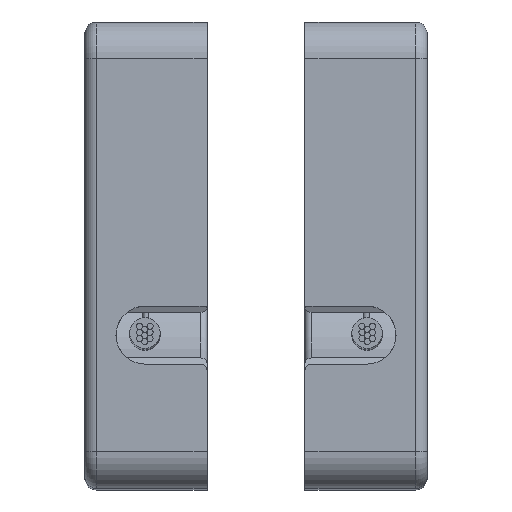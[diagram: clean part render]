
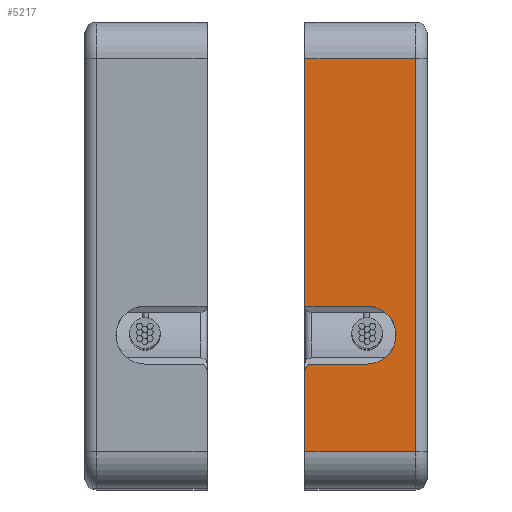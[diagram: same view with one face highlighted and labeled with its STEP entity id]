
A CAD part, top view. The second image highlights one B-rep face of the part: STEP entity #5217.
In plain terms, the highlighted face is planar.
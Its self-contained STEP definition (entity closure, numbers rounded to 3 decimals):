
#221=DIRECTION('',(0.,0.,-1.));
#222=VECTOR('',#221,16.05);
#223=CARTESIAN_POINT('',(19.05,0.5,8.025));
#224=LINE('',#223,#222);
#225=DIRECTION('',(0.,-1.,0.));
#226=VECTOR('',#225,4.5);
#227=CARTESIAN_POINT('',(19.05,5.,8.025));
#228=LINE('',#227,#226);
#229=CARTESIAN_POINT('',(19.05,4.75,4.695));
#230=DIRECTION('',(-1.,0.,0.));
#231=DIRECTION('',(0.,1.,0.));
#232=AXIS2_PLACEMENT_3D('',#229,#230,#231);
#234=DIRECTION('',(0.,-1.,0.));
#235=VECTOR('',#234,2.29);
#236=CARTESIAN_POINT('',(19.05,4.75,4.445));
#237=LINE('',#236,#235);
#238=CARTESIAN_POINT('',(19.05,2.46,3.265));
#239=DIRECTION('',(-1.,0.,0.));
#240=DIRECTION('',(0.,0.,-1.));
#241=AXIS2_PLACEMENT_3D('',#238,#239,#240);
#243=DIRECTION('',(0.,-1.,0.));
#244=VECTOR('',#243,2.54);
#245=CARTESIAN_POINT('',(19.05,5.,2.085));
#246=LINE('',#245,#244);
#247=DIRECTION('',(0.,-1.,0.));
#248=VECTOR('',#247,4.5);
#249=CARTESIAN_POINT('',(19.05,5.,-8.025));
#250=LINE('',#249,#248);
#485=DIRECTION('',(0.,0.,1.));
#486=VECTOR('',#485,3.33);
#487=CARTESIAN_POINT('',(19.05,5.,4.695));
#488=LINE('',#487,#486);
#521=DIRECTION('',(0.,0.,1.));
#522=VECTOR('',#521,10.11);
#523=CARTESIAN_POINT('',(19.05,5.,-8.025));
#524=LINE('',#523,#522);
#3957=CARTESIAN_POINT('',(19.05,5.,2.085));
#3958=CARTESIAN_POINT('',(19.05,2.46,2.085));
#3959=VERTEX_POINT('',#3957);
#3960=VERTEX_POINT('',#3958);
#3961=CARTESIAN_POINT('',(19.05,2.46,4.445));
#3962=VERTEX_POINT('',#3961);
#3963=CARTESIAN_POINT('',(19.05,5.,8.025));
#3965=VERTEX_POINT('',#3963);
#3972=CARTESIAN_POINT('',(19.05,5.,-8.025));
#3974=VERTEX_POINT('',#3972);
#4039=CARTESIAN_POINT('',(19.05,5.,4.695));
#4040=CARTESIAN_POINT('',(19.05,4.75,4.445));
#4041=VERTEX_POINT('',#4039);
#4042=VERTEX_POINT('',#4040);
#4087=CARTESIAN_POINT('',(19.05,0.5,8.025));
#4088=VERTEX_POINT('',#4087);
#4091=CARTESIAN_POINT('',(19.05,0.5,-8.025));
#4092=VERTEX_POINT('',#4091);
#5194=CARTESIAN_POINT('',(19.05,0.,-9.525));
#5195=DIRECTION('',(-1.,0.,0.));
#5196=DIRECTION('',(0.,0.,1.));
#5197=AXIS2_PLACEMENT_3D('',#5194,#5195,#5196);
#5198=PLANE('',#5197);
#5199=ORIENTED_EDGE('',*,*,#5022,.F.);
#5201=ORIENTED_EDGE('',*,*,#5200,.F.);
#5203=ORIENTED_EDGE('',*,*,#5202,.F.);
#5205=ORIENTED_EDGE('',*,*,#5204,.T.);
#5207=ORIENTED_EDGE('',*,*,#5206,.T.);
#5209=ORIENTED_EDGE('',*,*,#5208,.F.);
#5211=ORIENTED_EDGE('',*,*,#5210,.F.);
#5213=ORIENTED_EDGE('',*,*,#5212,.F.);
#5214=ORIENTED_EDGE('',*,*,#5186,.T.);
#5215=EDGE_LOOP('',(#5199,#5201,#5203,#5205,#5207,#5209,#5211,#5213,#5214));
#5216=FACE_OUTER_BOUND('',#5215,.F.);
#5217=ADVANCED_FACE('',(#5216),#5198,.F.);
#233=CIRCLE('',#232,0.25);
#242=CIRCLE('',#241,1.18);
#5022=EDGE_CURVE('',#4088,#4092,#224,.T.);
#5186=EDGE_CURVE('',#3974,#4092,#250,.T.);
#5200=EDGE_CURVE('',#3965,#4088,#228,.T.);
#5202=EDGE_CURVE('',#4041,#3965,#488,.T.);
#5204=EDGE_CURVE('',#4041,#4042,#233,.T.);
#5206=EDGE_CURVE('',#4042,#3962,#237,.T.);
#5208=EDGE_CURVE('',#3960,#3962,#242,.T.);
#5210=EDGE_CURVE('',#3959,#3960,#246,.T.);
#5212=EDGE_CURVE('',#3974,#3959,#524,.T.);
